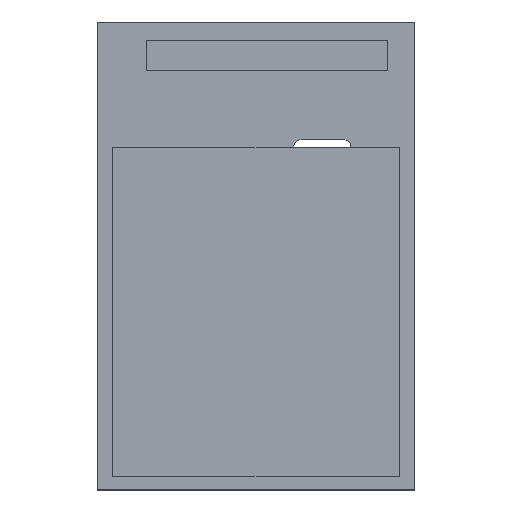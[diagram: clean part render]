
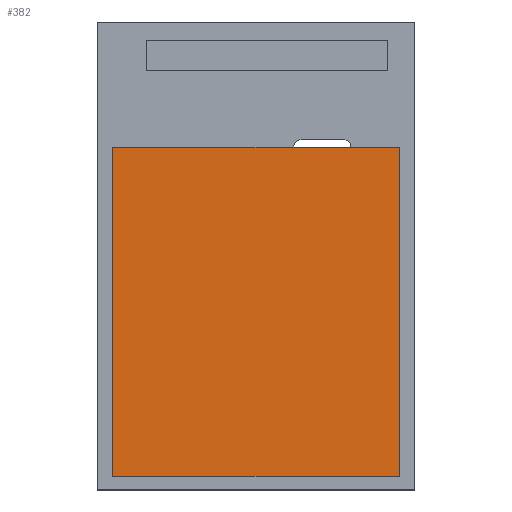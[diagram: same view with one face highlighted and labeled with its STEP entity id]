
A CAD part, top view. The second image highlights one B-rep face of the part: STEP entity #382.
In plain terms, the highlighted planar face has unit normal (0, 0, 1).
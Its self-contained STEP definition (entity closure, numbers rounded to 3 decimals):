
#36=FACE_OUTER_BOUND('',#60,.T.);
#60=EDGE_LOOP('',(#307,#308,#309,#310));
#96=LINE('',#599,#142);
#99=LINE('',#604,#145);
#101=LINE('',#608,#147);
#103=LINE('',#611,#149);
#142=VECTOR('',#483,10.9);
#145=VECTOR('',#488,9.5);
#147=VECTOR('',#492,10.9);
#149=VECTOR('',#496,9.5);
#187=VERTEX_POINT('',#596);
#188=VERTEX_POINT('',#598);
#189=VERTEX_POINT('',#603);
#190=VERTEX_POINT('',#607);
#226=EDGE_CURVE('',#188,#187,#96,.T.);
#229=EDGE_CURVE('',#189,#188,#99,.T.);
#231=EDGE_CURVE('',#190,#189,#101,.T.);
#233=EDGE_CURVE('',#187,#190,#103,.T.);
#307=ORIENTED_EDGE('',*,*,#226,.T.);
#308=ORIENTED_EDGE('',*,*,#233,.T.);
#309=ORIENTED_EDGE('',*,*,#231,.T.);
#310=ORIENTED_EDGE('',*,*,#229,.T.);
#363=PLANE('',#421);
#382=ADVANCED_FACE('',(#36),#363,.T.);
#421=AXIS2_PLACEMENT_3D('',#612,#497,#498);
#483=DIRECTION('',(0.,-1.,0.));
#488=DIRECTION('',(-1.,0.,0.));
#492=DIRECTION('',(0.,1.,0.));
#496=DIRECTION('',(1.,0.,0.));
#497=DIRECTION('center_axis',(0.,0.,1.));
#498=DIRECTION('ref_axis',(1.,0.,0.));
#596=CARTESIAN_POINT('',(-4.75,-7.3,2.));
#598=CARTESIAN_POINT('',(-4.75,3.6,2.));
#599=CARTESIAN_POINT('',(-4.75,3.6,2.));
#603=CARTESIAN_POINT('',(4.75,3.6,2.));
#604=CARTESIAN_POINT('',(4.75,3.6,2.));
#607=CARTESIAN_POINT('',(4.75,-7.3,2.));
#608=CARTESIAN_POINT('',(4.75,-7.3,2.));
#611=CARTESIAN_POINT('',(-4.75,-7.3,2.));
#612=CARTESIAN_POINT('Origin',(0.,0.,2.));
